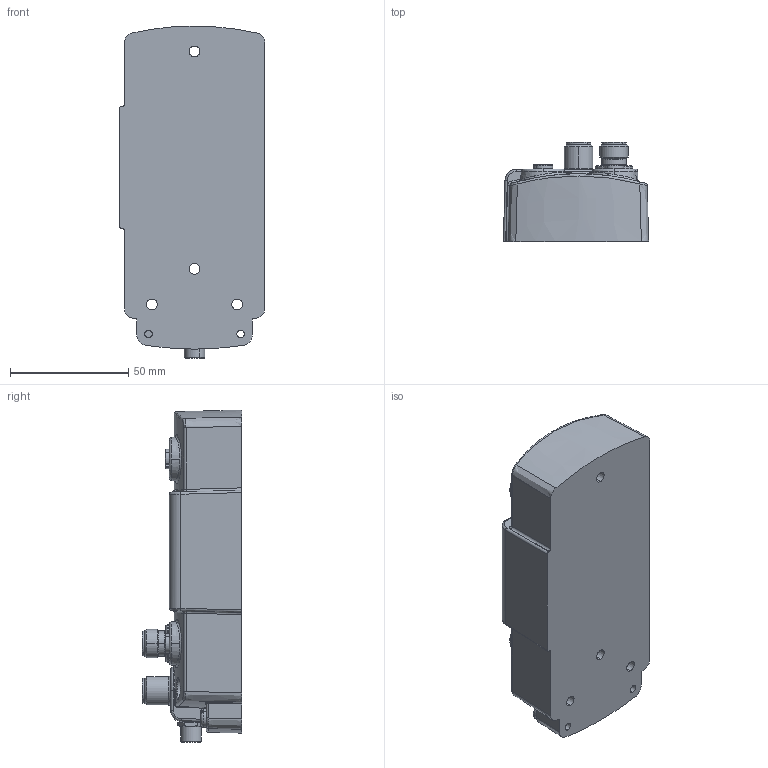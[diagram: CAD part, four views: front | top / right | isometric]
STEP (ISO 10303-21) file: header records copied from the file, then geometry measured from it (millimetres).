
FILE_DESCRIPTION((''),'2;1');
FILE_NAME('IC-KP2-2HB18-2V1_ASM','2011-04-26T',('Ingenieurbuero Eiseler'),('Pepperl+Fuchs'),'PRO/ENGINEER BY PARAMETRIC TECHNOLOGY CORPORATION, 2007250','PRO/ENGINEER BY PARAMETRIC TECHNOLOGY CORPORATION, 2007250','');
FILE_SCHEMA(('CONFIG_CONTROL_DESIGN'));
Length unit declared in the file: millimetre
Products named in the file (8): IDENT_GEHAEUSE_STANDARD_1_ANY; SLOTTED_PAN_HEAD_SCREW_DIN_ISO_; ESCHA_EWAS4_STANDARD_1_ANY; EINBAU-ESCHAEWAS4_STANDARD_1_AN_ASM; M12-BUCHSE_A_STANDARD_1; DM_045993_STECKERAUFNAHME; 1500350_BUCHSE_FRONT; IC-KP2-2HB18-2V1_ASM
Assembly tree (10 placements, depth 3):
  IC-KP2-2HB18-2V1_ASM
    EINBAU-ESCHAEWAS4_STANDARD_1_AN_ASM
      IDENT_GEHAEUSE_STANDARD_1_ANY
      SLOTTED_PAN_HEAD_SCREW_DIN_ISO_
      ESCHA_EWAS4_STANDARD_1_ANY
    M12-BUCHSE_A_STANDARD_1  x3
    DM_045993_STECKERAUFNAHME
    ESCHA_EWAS4_STANDARD_1_ANY
    1500350_BUCHSE_FRONT
Bounding box: 61.44 x 42.1 x 140.4 mm (x, y, z)
Volume: 212598.6 mm3; surface area: 36802 mm2
Topology: 9 solids, 11 shells, 692 faces, 1609 edges, 994 vertices
Faces by surface type: cylinder 238, plane 173, cone 121, bspline 78, torus 64, extrusion 12, sphere 6
Entity records: 28312 total; most frequent: CARTESIAN_POINT 11910, DIRECTION 2463, ORIENTED_EDGE 2438, PRESENTATION_STYLE_ASSIGNMENT 1329, STYLED_ITEM 1231, CURVE_STYLE 1223, EDGE_CURVE 1223, AXIS2_PLACEMENT_3D 1009
